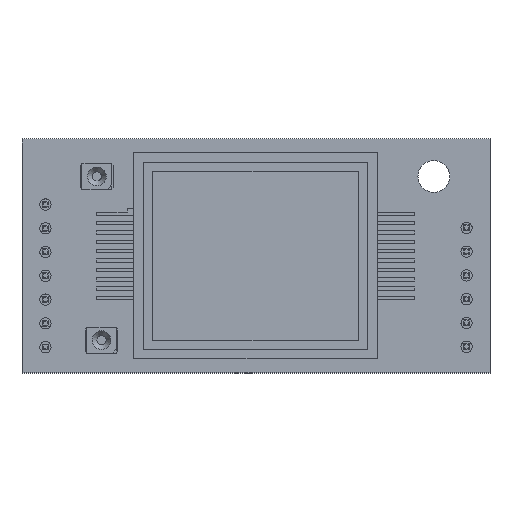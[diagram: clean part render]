
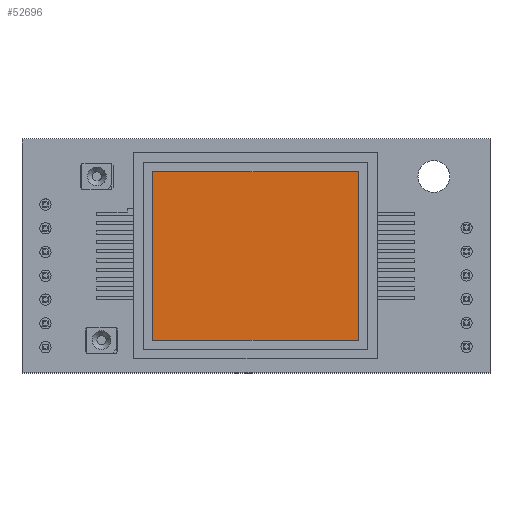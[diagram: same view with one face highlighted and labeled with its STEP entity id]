
A CAD part, top view. The second image highlights one B-rep face of the part: STEP entity #52696.
In plain terms, the highlighted planar face has unit normal (0, 0, 1).
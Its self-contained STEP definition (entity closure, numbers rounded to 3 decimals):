
#52402 = PLANE('',#52403);
#52403 = AXIS2_PLACEMENT_3D('',#52404,#52405,#52406);
#52404 = CARTESIAN_POINT('',(20.,2.,6.62));
#52405 = DIRECTION('',(1.,0.,0.));
#52406 = DIRECTION('',(0.,1.,0.));
#52430 = PLANE('',#52431);
#52431 = AXIS2_PLACEMENT_3D('',#52432,#52433,#52434);
#52432 = CARTESIAN_POINT('',(2.,2.,6.62));
#52433 = DIRECTION('',(0.,-1.,0.));
#52434 = DIRECTION('',(1.,0.,0.));
#52458 = PLANE('',#52459);
#52459 = AXIS2_PLACEMENT_3D('',#52460,#52461,#52462);
#52460 = CARTESIAN_POINT('',(2.,24.,6.62));
#52461 = DIRECTION('',(-1.,0.,0.));
#52462 = DIRECTION('',(0.,-1.,0.));
#52484 = PLANE('',#52485);
#52485 = AXIS2_PLACEMENT_3D('',#52486,#52487,#52488);
#52486 = CARTESIAN_POINT('',(20.,24.,6.62));
#52487 = DIRECTION('',(0.,1.,0.));
#52488 = DIRECTION('',(-1.,0.,0.));
#52499 = EDGE_CURVE('',#52500,#52502,#52504,.T.);
#52500 = VERTEX_POINT('',#52501);
#52501 = CARTESIAN_POINT('',(20.,2.,7.12));
#52502 = VERTEX_POINT('',#52503);
#52503 = CARTESIAN_POINT('',(20.,24.,7.12));
#52504 = SURFACE_CURVE('',#52505,(#52509,#52516),.PCURVE_S1.);
#52505 = LINE('',#52506,#52507);
#52506 = CARTESIAN_POINT('',(20.,2.,7.12));
#52507 = VECTOR('',#52508,1.);
#52508 = DIRECTION('',(0.,1.,0.));
#52509 = PCURVE('',#52402,#52510);
#52510 = DEFINITIONAL_REPRESENTATION('',(#52511),#52515);
#52511 = LINE('',#52512,#52513);
#52512 = CARTESIAN_POINT('',(0.,0.5));
#52513 = VECTOR('',#52514,1.);
#52514 = DIRECTION('',(1.,0.));
#52515 = ( GEOMETRIC_REPRESENTATION_CONTEXT(2) 
PARAMETRIC_REPRESENTATION_CONTEXT() REPRESENTATION_CONTEXT('2D SPACE',''
  ) );
#52516 = PCURVE('',#52517,#52522);
#52517 = PLANE('',#52518);
#52518 = AXIS2_PLACEMENT_3D('',#52519,#52520,#52521);
#52519 = CARTESIAN_POINT('',(0.,0.,7.12));
#52520 = DIRECTION('',(0.,0.,1.));
#52521 = DIRECTION('',(1.,0.,0.));
#52522 = DEFINITIONAL_REPRESENTATION('',(#52523),#52527);
#52523 = LINE('',#52524,#52525);
#52524 = CARTESIAN_POINT('',(20.,2.));
#52525 = VECTOR('',#52526,1.);
#52526 = DIRECTION('',(0.,1.));
#52527 = ( GEOMETRIC_REPRESENTATION_CONTEXT(2) 
PARAMETRIC_REPRESENTATION_CONTEXT() REPRESENTATION_CONTEXT('2D SPACE',''
  ) );
#52575 = EDGE_CURVE('',#52576,#52500,#52578,.T.);
#52576 = VERTEX_POINT('',#52577);
#52577 = CARTESIAN_POINT('',(2.,2.,7.12));
#52578 = SURFACE_CURVE('',#52579,(#52583,#52590),.PCURVE_S1.);
#52579 = LINE('',#52580,#52581);
#52580 = CARTESIAN_POINT('',(2.,2.,7.12));
#52581 = VECTOR('',#52582,1.);
#52582 = DIRECTION('',(1.,0.,0.));
#52583 = PCURVE('',#52430,#52584);
#52584 = DEFINITIONAL_REPRESENTATION('',(#52585),#52589);
#52585 = LINE('',#52586,#52587);
#52586 = CARTESIAN_POINT('',(0.,0.5));
#52587 = VECTOR('',#52588,1.);
#52588 = DIRECTION('',(1.,0.));
#52589 = ( GEOMETRIC_REPRESENTATION_CONTEXT(2) 
PARAMETRIC_REPRESENTATION_CONTEXT() REPRESENTATION_CONTEXT('2D SPACE',''
  ) );
#52590 = PCURVE('',#52517,#52591);
#52591 = DEFINITIONAL_REPRESENTATION('',(#52592),#52596);
#52592 = LINE('',#52593,#52594);
#52593 = CARTESIAN_POINT('',(2.,2.));
#52594 = VECTOR('',#52595,1.);
#52595 = DIRECTION('',(1.,0.));
#52596 = ( GEOMETRIC_REPRESENTATION_CONTEXT(2) 
PARAMETRIC_REPRESENTATION_CONTEXT() REPRESENTATION_CONTEXT('2D SPACE',''
  ) );
#52624 = EDGE_CURVE('',#52625,#52576,#52627,.T.);
#52625 = VERTEX_POINT('',#52626);
#52626 = CARTESIAN_POINT('',(2.,24.,7.12));
#52627 = SURFACE_CURVE('',#52628,(#52632,#52639),.PCURVE_S1.);
#52628 = LINE('',#52629,#52630);
#52629 = CARTESIAN_POINT('',(2.,24.,7.12));
#52630 = VECTOR('',#52631,1.);
#52631 = DIRECTION('',(0.,-1.,0.));
#52632 = PCURVE('',#52458,#52633);
#52633 = DEFINITIONAL_REPRESENTATION('',(#52634),#52638);
#52634 = LINE('',#52635,#52636);
#52635 = CARTESIAN_POINT('',(0.,0.5));
#52636 = VECTOR('',#52637,1.);
#52637 = DIRECTION('',(1.,0.));
#52638 = ( GEOMETRIC_REPRESENTATION_CONTEXT(2) 
PARAMETRIC_REPRESENTATION_CONTEXT() REPRESENTATION_CONTEXT('2D SPACE',''
  ) );
#52639 = PCURVE('',#52517,#52640);
#52640 = DEFINITIONAL_REPRESENTATION('',(#52641),#52645);
#52641 = LINE('',#52642,#52643);
#52642 = CARTESIAN_POINT('',(2.,24.));
#52643 = VECTOR('',#52644,1.);
#52644 = DIRECTION('',(0.,-1.));
#52645 = ( GEOMETRIC_REPRESENTATION_CONTEXT(2) 
PARAMETRIC_REPRESENTATION_CONTEXT() REPRESENTATION_CONTEXT('2D SPACE',''
  ) );
#52673 = EDGE_CURVE('',#52502,#52625,#52674,.T.);
#52674 = SURFACE_CURVE('',#52675,(#52679,#52686),.PCURVE_S1.);
#52675 = LINE('',#52676,#52677);
#52676 = CARTESIAN_POINT('',(20.,24.,7.12));
#52677 = VECTOR('',#52678,1.);
#52678 = DIRECTION('',(-1.,0.,0.));
#52679 = PCURVE('',#52484,#52680);
#52680 = DEFINITIONAL_REPRESENTATION('',(#52681),#52685);
#52681 = LINE('',#52682,#52683);
#52682 = CARTESIAN_POINT('',(0.,0.5));
#52683 = VECTOR('',#52684,1.);
#52684 = DIRECTION('',(1.,0.));
#52685 = ( GEOMETRIC_REPRESENTATION_CONTEXT(2) 
PARAMETRIC_REPRESENTATION_CONTEXT() REPRESENTATION_CONTEXT('2D SPACE',''
  ) );
#52686 = PCURVE('',#52517,#52687);
#52687 = DEFINITIONAL_REPRESENTATION('',(#52688),#52692);
#52688 = LINE('',#52689,#52690);
#52689 = CARTESIAN_POINT('',(20.,24.));
#52690 = VECTOR('',#52691,1.);
#52691 = DIRECTION('',(-1.,0.));
#52692 = ( GEOMETRIC_REPRESENTATION_CONTEXT(2) 
PARAMETRIC_REPRESENTATION_CONTEXT() REPRESENTATION_CONTEXT('2D SPACE',''
  ) );
#52696 = ADVANCED_FACE('',(#52697),#52517,.T.);
#52697 = FACE_BOUND('',#52698,.T.);
#52698 = EDGE_LOOP('',(#52699,#52700,#52701,#52702));
#52699 = ORIENTED_EDGE('',*,*,#52499,.T.);
#52700 = ORIENTED_EDGE('',*,*,#52673,.T.);
#52701 = ORIENTED_EDGE('',*,*,#52624,.T.);
#52702 = ORIENTED_EDGE('',*,*,#52575,.T.);
